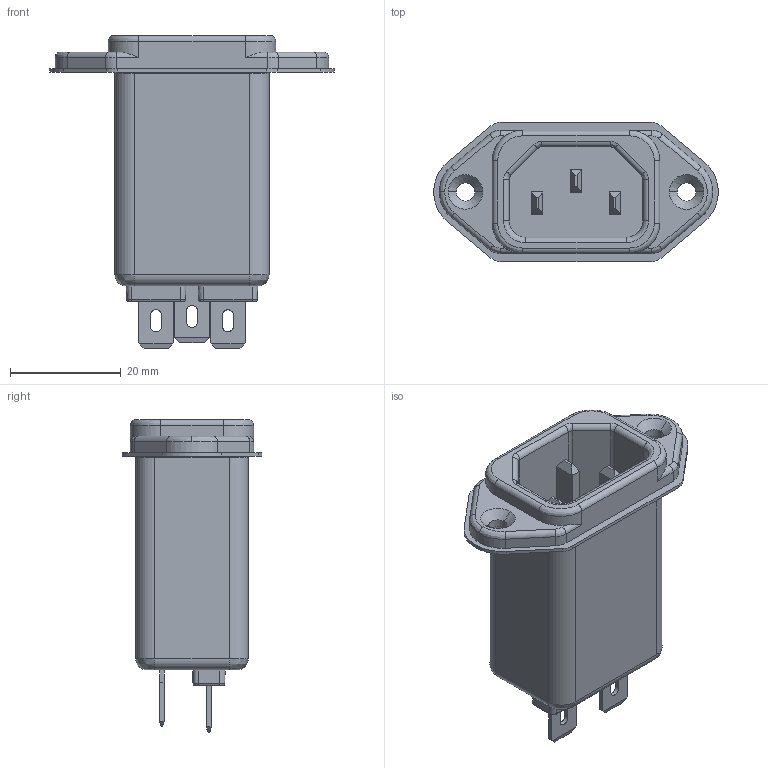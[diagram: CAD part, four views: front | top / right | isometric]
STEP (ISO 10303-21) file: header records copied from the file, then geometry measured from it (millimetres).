
FILE_DESCRIPTION (( 'STEP AP203' ), '1' );
FILE_NAME ('858-06_011(06GEEG3E).STEP', '2014-01-15T01:52:08', ( 'OPC' ), ( '' ), 'SwSTEP 2.0', 'SolidWorks 2007', '' );
FILE_SCHEMA (( 'CONFIG_CONTROL_DESIGN' ));
Length unit declared in the file: millimetre
Products named in the file (1): 858-06_011(06GEEG3E)
Bounding box: 51.5 x 25.3 x 56.6 mm (x, y, z)
Volume: 21504.3 mm3; surface area: 8420.4 mm2
Topology: 1 solids, 1 shells, 229 faces, 558 edges, 344 vertices
Faces by surface type: plane 107, cylinder 77, bspline 33, cone 12
Entity records: 7736 total; most frequent: CARTESIAN_POINT 2423, ORIENTED_EDGE 1116, DIRECTION 1047, EDGE_CURVE 558, AXIS2_PLACEMENT_3D 349, VECTOR 349, LINE 349, VERTEX_POINT 344
